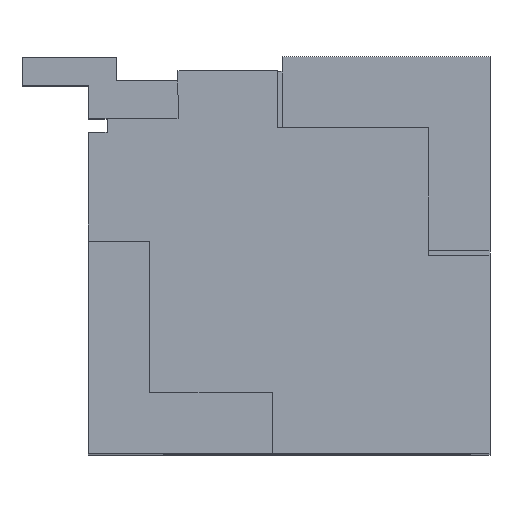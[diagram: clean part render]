
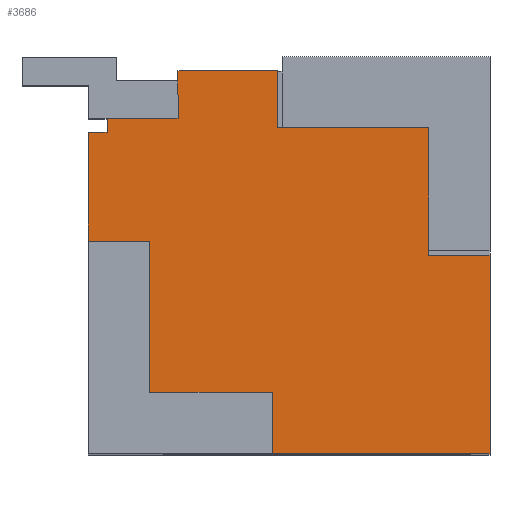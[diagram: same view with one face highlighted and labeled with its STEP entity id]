
A CAD part, top view. The second image highlights one B-rep face of the part: STEP entity #3686.
In plain terms, the highlighted planar face has unit normal (0, 0, 1).
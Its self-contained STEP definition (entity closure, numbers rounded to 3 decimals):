
#37 = VERTEX_POINT ( 'NONE', #3177 ) ;
#42 = VERTEX_POINT ( 'NONE', #1799 ) ;
#166 = ORIENTED_EDGE ( 'NONE', *, *, #1953, .T. ) ;
#258 = CARTESIAN_POINT ( 'NONE',  ( -0.22, 0., 4.13 ) ) ;
#297 = EDGE_CURVE ( 'NONE', #2620, #42, #1283, .T. ) ;
#331 = CARTESIAN_POINT ( 'NONE',  ( 2.03, -1.92, 4.13 ) ) ;
#353 = CARTESIAN_POINT ( 'NONE',  ( -2.22, 0., 4.13 ) ) ;
#432 = EDGE_CURVE ( 'NONE', #2693, #2936, #787, .T. ) ;
#493 = ORIENTED_EDGE ( 'NONE', *, *, #4425, .F. ) ;
#495 = DIRECTION ( 'NONE',  ( 0., 0., 1. ) ) ;
#594 = VERTEX_POINT ( 'NONE', #2086 ) ;
#629 = LINE ( 'NONE', #258, #3159 ) ;
#632 = ORIENTED_EDGE ( 'NONE', *, *, #3158, .T. ) ;
#747 = FACE_OUTER_BOUND ( 'NONE', #4228, .T. ) ;
#774 = CARTESIAN_POINT ( 'NONE',  ( -0.27, 0., 4.13 ) ) ;
#787 = LINE ( 'NONE', #3163, #1244 ) ;
#877 = VERTEX_POINT ( 'NONE', #3443 ) ;
#891 = DIRECTION ( 'NONE',  ( 0., -1., 0. ) ) ;
#929 = EDGE_CURVE ( 'NONE', #1046, #1202, #1129, .T. ) ;
#1046 = VERTEX_POINT ( 'NONE', #3749 ) ;
#1070 = DIRECTION ( 'NONE',  ( 0., -1., 0. ) ) ;
#1090 = EDGE_CURVE ( 'NONE', #2428, #4087, #3051, .T. ) ;
#1129 = LINE ( 'NONE', #774, #2674 ) ;
#1135 = VERTEX_POINT ( 'NONE', #331 ) ;
#1176 = VECTOR ( 'NONE', #1819, 1000. ) ;
#1202 = VERTEX_POINT ( 'NONE', #3155 ) ;
#1205 = CARTESIAN_POINT ( 'NONE',  ( 0., 1.53, 4.13 ) ) ;
#1212 = AXIS2_PLACEMENT_3D ( 'NONE', #2602, #495, #2311 ) ;
#1244 = VECTOR ( 'NONE', #1425, 1000. ) ;
#1283 = LINE ( 'NONE', #1306, #3470 ) ;
#1289 = VERTEX_POINT ( 'NONE', #4300 ) ;
#1306 = CARTESIAN_POINT ( 'NONE',  ( 2.03, 2.13, 4.13 ) ) ;
#1412 = VECTOR ( 'NONE', #1070, 1000. ) ;
#1416 = ORIENTED_EDGE ( 'NONE', *, *, #929, .T. ) ;
#1425 = DIRECTION ( 'NONE',  ( 0., 1., 0. ) ) ;
#1481 = ORIENTED_EDGE ( 'NONE', *, *, #1514, .F. ) ;
#1508 = CARTESIAN_POINT ( 'NONE',  ( 1.38, 0.18, 4.13 ) ) ;
#1514 = EDGE_CURVE ( 'NONE', #3497, #37, #1778, .T. ) ;
#1556 = VECTOR ( 'NONE', #1686, 1000. ) ;
#1574 = CARTESIAN_POINT ( 'NONE',  ( -1.57, 0., 4.13 ) ) ;
#1595 = LINE ( 'NONE', #1574, #3680 ) ;
#1597 = CARTESIAN_POINT ( 'NONE',  ( -2.22, 1.48, 4.13 ) ) ;
#1641 = DIRECTION ( 'NONE',  ( 0., 1., 0. ) ) ;
#1675 = CARTESIAN_POINT ( 'NONE',  ( 0., -1.27, 4.13 ) ) ;
#1686 = DIRECTION ( 'NONE',  ( -1., 0., 0. ) ) ;
#1717 = CARTESIAN_POINT ( 'NONE',  ( 1.38, 1.53, 4.13 ) ) ;
#1722 = ORIENTED_EDGE ( 'NONE', *, *, #3168, .T. ) ;
#1741 = DIRECTION ( 'NONE',  ( 0., -1., 0. ) ) ;
#1778 = LINE ( 'NONE', #2519, #1176 ) ;
#1799 = CARTESIAN_POINT ( 'NONE',  ( -0.22, 2.13, 4.13 ) ) ;
#1819 = DIRECTION ( 'NONE',  ( 0., 1., 0. ) ) ;
#1872 = LINE ( 'NONE', #2527, #2720 ) ;
#1893 = DIRECTION ( 'NONE',  ( -1., 0., 0. ) ) ;
#1916 = VECTOR ( 'NONE', #1992, 1000. ) ;
#1918 = ORIENTED_EDGE ( 'NONE', *, *, #2192, .T. ) ;
#1943 = LINE ( 'NONE', #3330, #2804 ) ;
#1953 = EDGE_CURVE ( 'NONE', #594, #42, #629, .T. ) ;
#1990 = ORIENTED_EDGE ( 'NONE', *, *, #297, .F. ) ;
#1992 = DIRECTION ( 'NONE',  ( -1., 0., 0. ) ) ;
#2003 = CARTESIAN_POINT ( 'NONE',  ( -2.22, 0.33, 4.13 ) ) ;
#2026 = LINE ( 'NONE', #3119, #4403 ) ;
#2033 = VERTEX_POINT ( 'NONE', #3094 ) ;
#2059 = CARTESIAN_POINT ( 'NONE',  ( -2.02, 1.48, 4.13 ) ) ;
#2086 = CARTESIAN_POINT ( 'NONE',  ( -0.22, 1.53, 4.13 ) ) ;
#2159 = VECTOR ( 'NONE', #1741, 1000. ) ;
#2182 = DIRECTION ( 'NONE',  ( 1., 0., 0. ) ) ;
#2192 = EDGE_CURVE ( 'NONE', #2620, #3558, #4233, .T. ) ;
#2287 = VECTOR ( 'NONE', #1893, 1000. ) ;
#2300 = VECTOR ( 'NONE', #2388, 1000. ) ;
#2308 = ORIENTED_EDGE ( 'NONE', *, *, #3401, .F. ) ;
#2311 = DIRECTION ( 'NONE',  ( 1., 0., 0. ) ) ;
#2388 = DIRECTION ( 'NONE',  ( 1., 0., 0. ) ) ;
#2413 = LINE ( 'NONE', #3043, #2300 ) ;
#2416 = CARTESIAN_POINT ( 'NONE',  ( 0., 0.18, 4.13 ) ) ;
#2428 = VERTEX_POINT ( 'NONE', #1597 ) ;
#2461 = CARTESIAN_POINT ( 'NONE',  ( -1.27, 2.13, 4.13 ) ) ;
#2483 = ORIENTED_EDGE ( 'NONE', *, *, #3042, .F. ) ;
#2519 = CARTESIAN_POINT ( 'NONE',  ( -2.02, 1.63, 4.13 ) ) ;
#2527 = CARTESIAN_POINT ( 'NONE',  ( -2.02, 1.48, 4.13 ) ) ;
#2529 = EDGE_CURVE ( 'NONE', #4087, #1289, #2413, .T. ) ;
#2602 = CARTESIAN_POINT ( 'NONE',  ( 0., 0., 4.13 ) ) ;
#2620 = VERTEX_POINT ( 'NONE', #2461 ) ;
#2669 = CARTESIAN_POINT ( 'NONE',  ( -2.22, -1.92, 4.13 ) ) ;
#2674 = VECTOR ( 'NONE', #4312, 1000. ) ;
#2693 = VERTEX_POINT ( 'NONE', #1508 ) ;
#2720 = VECTOR ( 'NONE', #2182, 1000. ) ;
#2804 = VECTOR ( 'NONE', #3759, 1000. ) ;
#2824 = CARTESIAN_POINT ( 'NONE',  ( -1.27, 0., 4.13 ) ) ;
#2836 = VECTOR ( 'NONE', #3144, 1000. ) ;
#2909 = EDGE_CURVE ( 'NONE', #2033, #2693, #3136, .T. ) ;
#2936 = VERTEX_POINT ( 'NONE', #1717 ) ;
#2957 = ORIENTED_EDGE ( 'NONE', *, *, #3560, .T. ) ;
#3042 = EDGE_CURVE ( 'NONE', #2428, #3497, #1872, .T. ) ;
#3043 = CARTESIAN_POINT ( 'NONE',  ( 0., 0.33, 4.13 ) ) ;
#3051 = LINE ( 'NONE', #353, #2159 ) ;
#3079 = CARTESIAN_POINT ( 'NONE',  ( -1.27, 1.63, 4.13 ) ) ;
#3094 = CARTESIAN_POINT ( 'NONE',  ( 2.03, 0.18, 4.13 ) ) ;
#3119 = CARTESIAN_POINT ( 'NONE',  ( -1.27, 1.63, 4.13 ) ) ;
#3136 = LINE ( 'NONE', #2416, #1556 ) ;
#3144 = DIRECTION ( 'NONE',  ( 1., 0., 0. ) ) ;
#3155 = CARTESIAN_POINT ( 'NONE',  ( -0.27, -1.92, 4.13 ) ) ;
#3158 = EDGE_CURVE ( 'NONE', #2936, #594, #3739, .T. ) ;
#3159 = VECTOR ( 'NONE', #1641, 1000. ) ;
#3163 = CARTESIAN_POINT ( 'NONE',  ( 1.38, 0., 4.13 ) ) ;
#3168 = EDGE_CURVE ( 'NONE', #1289, #877, #1595, .T. ) ;
#3177 = CARTESIAN_POINT ( 'NONE',  ( -2.02, 1.63, 4.13 ) ) ;
#3192 = PLANE ( 'NONE',  #1212 ) ;
#3218 = EDGE_CURVE ( 'NONE', #2033, #1135, #1943, .T. ) ;
#3330 = CARTESIAN_POINT ( 'NONE',  ( 2.03, -1.92, 4.13 ) ) ;
#3347 = ORIENTED_EDGE ( 'NONE', *, *, #2529, .T. ) ;
#3401 = EDGE_CURVE ( 'NONE', #1135, #1202, #3692, .T. ) ;
#3443 = CARTESIAN_POINT ( 'NONE',  ( -1.57, -1.27, 4.13 ) ) ;
#3470 = VECTOR ( 'NONE', #3840, 1000. ) ;
#3497 = VERTEX_POINT ( 'NONE', #2059 ) ;
#3558 = VERTEX_POINT ( 'NONE', #3079 ) ;
#3560 = EDGE_CURVE ( 'NONE', #877, #1046, #3778, .T. ) ;
#3680 = VECTOR ( 'NONE', #891, 1000. ) ;
#3686 = ADVANCED_FACE ( 'NONE', ( #747 ), #3192, .T. ) ;
#3692 = LINE ( 'NONE', #2669, #2287 ) ;
#3739 = LINE ( 'NONE', #1205, #1916 ) ;
#3747 = ORIENTED_EDGE ( 'NONE', *, *, #3218, .F. ) ;
#3749 = CARTESIAN_POINT ( 'NONE',  ( -0.27, -1.27, 4.13 ) ) ;
#3759 = DIRECTION ( 'NONE',  ( 0., -1., 0. ) ) ;
#3778 = LINE ( 'NONE', #1675, #2836 ) ;
#3832 = ORIENTED_EDGE ( 'NONE', *, *, #1090, .T. ) ;
#3840 = DIRECTION ( 'NONE',  ( 1., 0., 0. ) ) ;
#3934 = ORIENTED_EDGE ( 'NONE', *, *, #2909, .T. ) ;
#4087 = VERTEX_POINT ( 'NONE', #2003 ) ;
#4151 = DIRECTION ( 'NONE',  ( 1., 0., 0. ) ) ;
#4228 = EDGE_LOOP ( 'NONE', ( #632, #166, #1990, #1918, #493, #1481, #2483, #3832, #3347, #1722, #2957, #1416, #2308, #3747, #3934, #4549 ) ) ;
#4233 = LINE ( 'NONE', #2824, #1412 ) ;
#4300 = CARTESIAN_POINT ( 'NONE',  ( -1.57, 0.33, 4.13 ) ) ;
#4312 = DIRECTION ( 'NONE',  ( 0., -1., 0. ) ) ;
#4403 = VECTOR ( 'NONE', #4151, 1000. ) ;
#4425 = EDGE_CURVE ( 'NONE', #37, #3558, #2026, .T. ) ;
#4549 = ORIENTED_EDGE ( 'NONE', *, *, #432, .T. ) ;
